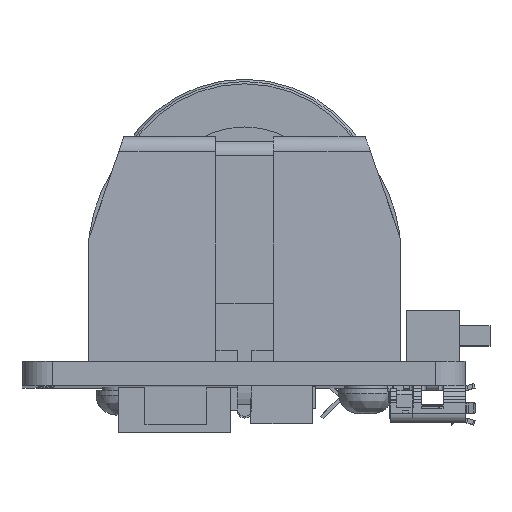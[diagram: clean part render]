
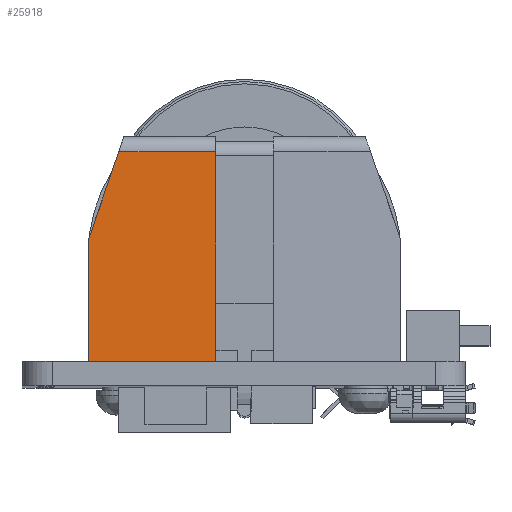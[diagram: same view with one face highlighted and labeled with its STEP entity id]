
A CAD part, top view. The second image highlights one B-rep face of the part: STEP entity #25918.
In plain terms, the highlighted planar face has unit normal (0, 0.018, 1).
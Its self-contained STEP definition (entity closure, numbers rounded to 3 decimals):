
#675=PLANE('',#27784);
#1874=FACE_OUTER_BOUND('',#3448,.T.);
#3448=EDGE_LOOP('',(#19010,#19011,#19012,#19013,#19014));
#5089=LINE('',#39447,#7931);
#5156=LINE('',#39599,#7998);
#5177=LINE('',#39647,#8019);
#5197=LINE('',#39688,#8039);
#5198=LINE('',#39689,#8040);
#7931=VECTOR('',#30898,1000.);
#7998=VECTOR('',#31023,1000.);
#8019=VECTOR('',#31062,1000.);
#8039=VECTOR('',#31102,1000.);
#8040=VECTOR('',#31103,1000.);
#11730=VERTEX_POINT('',#39444);
#11731=VERTEX_POINT('',#39446);
#11787=VERTEX_POINT('',#39598);
#11805=VERTEX_POINT('',#39645);
#11816=VERTEX_POINT('',#39687);
#14336=EDGE_CURVE('',#11731,#11730,#5089,.T.);
#14413=EDGE_CURVE('',#11787,#11731,#5156,.T.);
#14439=EDGE_CURVE('',#11730,#11805,#5177,.T.);
#14460=EDGE_CURVE('',#11805,#11816,#5197,.T.);
#14461=EDGE_CURVE('',#11787,#11816,#5198,.T.);
#19010=ORIENTED_EDGE('',*,*,#14439,.T.);
#19011=ORIENTED_EDGE('',*,*,#14460,.T.);
#19012=ORIENTED_EDGE('',*,*,#14461,.F.);
#19013=ORIENTED_EDGE('',*,*,#14413,.T.);
#19014=ORIENTED_EDGE('',*,*,#14336,.T.);
#25918=ADVANCED_FACE('',(#1874),#675,.T.);
#27784=AXIS2_PLACEMENT_3D('',#39686,#31100,#31101);
#30898=DIRECTION('',(1.,0.,0.));
#31023=DIRECTION('',(0.,-1.,0.017));
#31062=DIRECTION('',(0.,1.,-0.017));
#31100=DIRECTION('center_axis',(0.,0.017,1.));
#31101=DIRECTION('ref_axis',(0.,-1.,0.017));
#31102=DIRECTION('',(-1.,0.,0.));
#31103=DIRECTION('',(0.326,0.945,-0.017));
#39444=CARTESIAN_POINT('',(-1.905,0.,38.527));
#39446=CARTESIAN_POINT('',(-10.325,0.,38.527));
#39447=CARTESIAN_POINT('',(-10.325,0.,38.527));
#39598=CARTESIAN_POINT('',(-10.325,8.001,38.387));
#39599=CARTESIAN_POINT('',(-10.325,16.199,38.244));
#39645=CARTESIAN_POINT('',(-1.905,13.861,38.285));
#39647=CARTESIAN_POINT('',(-1.905,14.854,38.268));
#39686=CARTESIAN_POINT('Origin',(115.26,0.,38.527));
#39687=CARTESIAN_POINT('',(-8.307,13.861,38.285));
#39688=CARTESIAN_POINT('',(115.26,13.861,38.285));
#39689=CARTESIAN_POINT('',(0.52,39.496,37.838));
